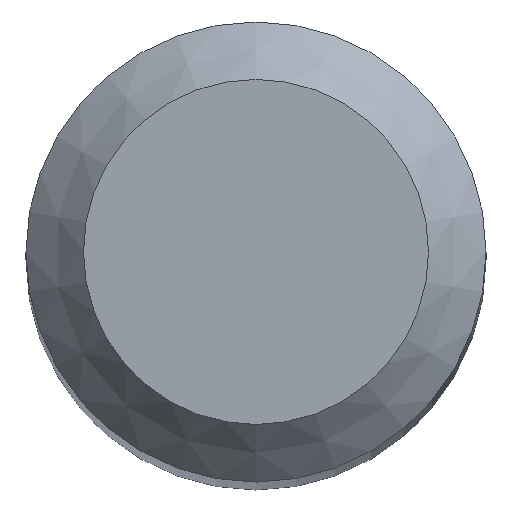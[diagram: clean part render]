
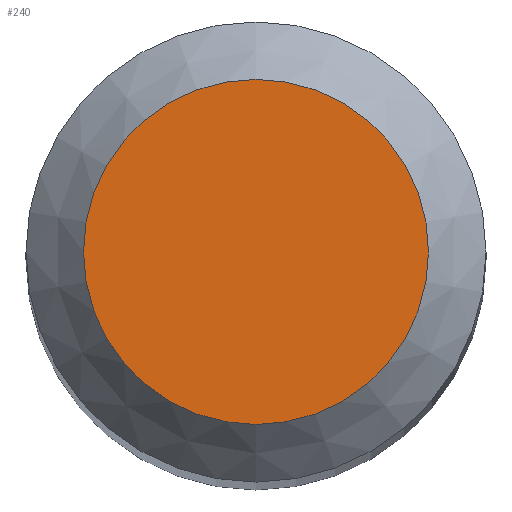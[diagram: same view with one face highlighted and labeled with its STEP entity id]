
A CAD part, top view. The second image highlights one B-rep face of the part: STEP entity #240.
In plain terms, the highlighted planar face has unit normal (0, 0, 1).
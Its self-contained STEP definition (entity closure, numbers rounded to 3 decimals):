
#19 = AXIS2_PLACEMENT_3D ( 'NONE', #140, #99, #73 ) ;
#33 = EDGE_CURVE ( 'NONE', #81, #81, #244, .T. ) ;
#48 = AXIS2_PLACEMENT_3D ( 'NONE', #236, #55, #166 ) ;
#55 = DIRECTION ( 'NONE',  ( 0., 0., -1. ) ) ;
#63 = ORIENTED_EDGE ( 'NONE', *, *, #33, .F. ) ;
#73 = DIRECTION ( 'NONE',  ( 0., 1., 0. ) ) ;
#81 = VERTEX_POINT ( 'NONE', #101 ) ;
#99 = DIRECTION ( 'NONE',  ( 0., 0., -1. ) ) ;
#101 = CARTESIAN_POINT ( 'NONE',  ( 0., 1.5, 66. ) ) ;
#108 = EDGE_LOOP ( 'NONE', ( #63 ) ) ;
#140 = CARTESIAN_POINT ( 'NONE',  ( 0., 0., 66. ) ) ;
#141 = FACE_OUTER_BOUND ( 'NONE', #108, .T. ) ;
#160 = PLANE ( 'NONE',  #48 ) ;
#166 = DIRECTION ( 'NONE',  ( 0., 1., 0. ) ) ;
#236 = CARTESIAN_POINT ( 'NONE',  ( 0., 0., 66. ) ) ;
#240 = ADVANCED_FACE ( 'NONE', ( #141 ), #160, .F. ) ;
#244 = CIRCLE ( 'NONE', #19, 1.5 ) ;
